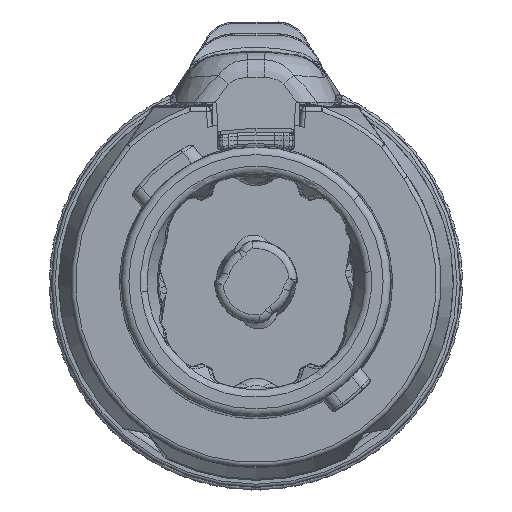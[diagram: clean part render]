
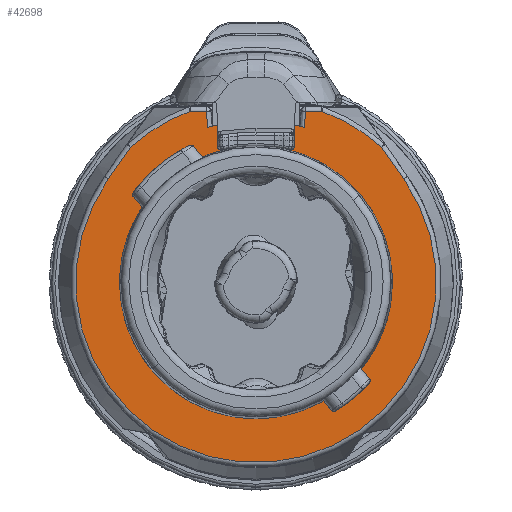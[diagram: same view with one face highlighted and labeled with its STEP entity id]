
A CAD part, top view. The second image highlights one B-rep face of the part: STEP entity #42698.
In plain terms, the highlighted planar face has unit normal (0, 0, 1).
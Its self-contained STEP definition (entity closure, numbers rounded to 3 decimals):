
#1=CARTESIAN_POINT('',(-3.133,10.048,43.3));
#2=CARTESIAN_POINT('',(-3.164,10.398,43.3));
#3=CARTESIAN_POINT('',(-3.194,10.749,43.3));
#4=CARTESIAN_POINT('',(-3.225,11.1,43.3));
#6=CARTESIAN_POINT('',(0.,0.,43.3));
#7=DIRECTION('',(0.,0.,1.));
#8=DIRECTION('',(-0.239,0.971,0.));
#9=AXIS2_PLACEMENT_3D('',#6,#7,#8);
#11=CARTESIAN_POINT('',(0.,0.,43.3));
#12=DIRECTION('',(0.,0.,1.));
#13=DIRECTION('',(0.298,0.955,0.));
#14=AXIS2_PLACEMENT_3D('',#11,#12,#13);
#16=CARTESIAN_POINT('',(3.225,11.1,43.3));
#17=CARTESIAN_POINT('',(3.194,10.749,43.3));
#18=CARTESIAN_POINT('',(3.164,10.398,43.3));
#19=CARTESIAN_POINT('',(3.133,10.048,43.3));
#21=DIRECTION('',(1.,0.,0.));
#22=VECTOR('',#21,1.046);
#23=CARTESIAN_POINT('',(3.225,11.1,43.3));
#24=LINE('',#23,#22);
#25=CARTESIAN_POINT('',(8.148,8.762,43.3));
#26=CARTESIAN_POINT('',(7.935,8.956,43.3));
#27=CARTESIAN_POINT('',(7.493,9.329,43.3));
#28=CARTESIAN_POINT('',(6.79,9.838,43.3));
#29=CARTESIAN_POINT('',(6.022,10.312,43.3));
#30=CARTESIAN_POINT('',(5.162,10.75,43.3));
#31=CARTESIAN_POINT('',(4.573,10.991,43.3));
#32=CARTESIAN_POINT('',(4.271,11.1,43.3));
#34=DIRECTION('',(-0.574,0.819,0.));
#35=VECTOR('',#34,2.504);
#36=CARTESIAN_POINT('',(9.584,6.711,43.3));
#37=LINE('',#36,#35);
#38=CARTESIAN_POINT('',(0.,0.,43.3));
#39=DIRECTION('',(0.,0.,1.));
#40=DIRECTION('',(-0.819,0.574,0.));
#41=AXIS2_PLACEMENT_3D('',#38,#39,#40);
#43=DIRECTION('',(-0.574,-0.819,0.));
#44=VECTOR('',#43,2.504);
#45=CARTESIAN_POINT('',(-8.148,8.762,43.3));
#46=LINE('',#45,#44);
#47=CARTESIAN_POINT('',(-4.271,11.1,43.3));
#48=CARTESIAN_POINT('',(-4.546,11.001,43.3));
#49=CARTESIAN_POINT('',(-5.086,10.782,43.3));
#50=CARTESIAN_POINT('',(-5.866,10.395,43.3));
#51=CARTESIAN_POINT('',(-6.634,9.942,43.3));
#52=CARTESIAN_POINT('',(-7.411,9.395,43.3));
#53=CARTESIAN_POINT('',(-7.905,8.982,43.3));
#54=CARTESIAN_POINT('',(-8.148,8.762,43.3));
#56=DIRECTION('',(1.,0.,0.));
#57=VECTOR('',#56,1.046);
#58=CARTESIAN_POINT('',(-4.271,11.1,43.3));
#59=LINE('',#58,#57);
#8254=DIRECTION('',(-0.017,1.,0.));
#8255=VECTOR('',#8254,1.37);
#8256=CARTESIAN_POINT('',(-2.494,8.849,43.3));
#8257=LINE('',#8256,#8255);
#8287=DIRECTION('',(0.017,1.,0.));
#8288=VECTOR('',#8287,1.37);
#8289=CARTESIAN_POINT('',(2.494,8.849,43.3));
#8290=LINE('',#8289,#8288);
#8320=CARTESIAN_POINT('',(2.494,8.849,43.3));
#8321=CARTESIAN_POINT('',(2.493,8.812,43.3));
#8322=CARTESIAN_POINT('',(2.48,8.748,43.3));
#8323=CARTESIAN_POINT('',(2.423,8.668,43.3));
#8324=CARTESIAN_POINT('',(2.344,8.627,43.3));
#8325=CARTESIAN_POINT('',(2.29,8.624,43.3));
#8326=CARTESIAN_POINT('',(2.261,8.629,43.3));
#8328=CARTESIAN_POINT('',(2.261,8.629,43.3));
#8329=CARTESIAN_POINT('',(2.075,8.662,43.3));
#8330=CARTESIAN_POINT('',(1.703,8.719,43.3));
#8331=CARTESIAN_POINT('',(1.331,8.759,43.3));
#8332=CARTESIAN_POINT('',(1.144,8.776,43.3));
#8340=CARTESIAN_POINT('',(-1.144,8.776,43.3));
#8341=CARTESIAN_POINT('',(-1.331,8.759,43.3));
#8342=CARTESIAN_POINT('',(-1.703,8.719,43.3));
#8343=CARTESIAN_POINT('',(-2.075,8.662,43.3));
#8344=CARTESIAN_POINT('',(-2.261,8.629,43.3));
#8352=CARTESIAN_POINT('',(0.,0.,43.3));
#8353=DIRECTION('',(0.,0.,-1.));
#8354=DIRECTION('',(0.129,0.992,0.));
#8355=AXIS2_PLACEMENT_3D('',#8352,#8353,#8354);
#8490=CARTESIAN_POINT('',(-2.261,8.629,43.3));
#8491=CARTESIAN_POINT('',(-2.29,8.624,43.3));
#8492=CARTESIAN_POINT('',(-2.344,8.627,43.3));
#8493=CARTESIAN_POINT('',(-2.423,8.668,43.3));
#8494=CARTESIAN_POINT('',(-2.48,8.748,43.3));
#8495=CARTESIAN_POINT('',(-2.493,8.812,43.3));
#8496=CARTESIAN_POINT('',(-2.494,8.849,43.3));
#37509=CARTESIAN_POINT('',(-4.271,11.1,43.3));
#37510=CARTESIAN_POINT('',(-3.225,11.1,43.3));
#37511=VERTEX_POINT('',#37509);
#37512=VERTEX_POINT('',#37510);
#37537=CARTESIAN_POINT('',(3.225,11.1,43.3));
#37538=CARTESIAN_POINT('',(4.271,11.1,43.3));
#37539=VERTEX_POINT('',#37537);
#37540=VERTEX_POINT('',#37538);
#37543=VERTEX_POINT('',#25);
#37550=CARTESIAN_POINT('',(9.584,6.711,43.3));
#37551=VERTEX_POINT('',#37550);
#37552=CARTESIAN_POINT('',(-8.148,8.762,43.3));
#37553=CARTESIAN_POINT('',(-9.584,6.711,43.3));
#37554=VERTEX_POINT('',#37552);
#37555=VERTEX_POINT('',#37553);
#42625=VERTEX_POINT('',#8328);
#42626=VERTEX_POINT('',#8332);
#42627=VERTEX_POINT('',#8340);
#42628=VERTEX_POINT('',#8344);
#42629=CARTESIAN_POINT('',(2.494,8.849,43.3));
#42630=CARTESIAN_POINT('',(2.518,10.219,43.3));
#42631=VERTEX_POINT('',#42629);
#42632=VERTEX_POINT('',#42630);
#42633=CARTESIAN_POINT('',(-2.494,8.849,43.3));
#42634=CARTESIAN_POINT('',(-2.518,10.219,43.3));
#42635=VERTEX_POINT('',#42633);
#42636=VERTEX_POINT('',#42634);
#42637=VERTEX_POINT('',#1);
#42642=VERTEX_POINT('',#19);
#42655=CARTESIAN_POINT('',(0.,0.,43.3));
#42656=DIRECTION('',(0.,0.,1.));
#42657=DIRECTION('',(1.,0.,0.));
#42658=AXIS2_PLACEMENT_3D('',#42655,#42656,#42657);
#42659=PLANE('',#42658);
#42661=ORIENTED_EDGE('',*,*,#42660,.F.);
#42663=ORIENTED_EDGE('',*,*,#42662,.F.);
#42665=ORIENTED_EDGE('',*,*,#42664,.F.);
#42667=ORIENTED_EDGE('',*,*,#42666,.F.);
#42669=ORIENTED_EDGE('',*,*,#42668,.F.);
#42671=ORIENTED_EDGE('',*,*,#42670,.F.);
#42673=ORIENTED_EDGE('',*,*,#42672,.F.);
#42675=ORIENTED_EDGE('',*,*,#42674,.F.);
#42677=ORIENTED_EDGE('',*,*,#42676,.T.);
#42679=ORIENTED_EDGE('',*,*,#42678,.F.);
#42681=ORIENTED_EDGE('',*,*,#42680,.F.);
#42683=ORIENTED_EDGE('',*,*,#42682,.T.);
#42685=ORIENTED_EDGE('',*,*,#42684,.F.);
#42687=ORIENTED_EDGE('',*,*,#42686,.F.);
#42689=ORIENTED_EDGE('',*,*,#42688,.F.);
#42691=ORIENTED_EDGE('',*,*,#42690,.F.);
#42693=ORIENTED_EDGE('',*,*,#42692,.F.);
#42695=ORIENTED_EDGE('',*,*,#42694,.T.);
#42696=EDGE_LOOP('',(#42661,#42663,#42665,#42667,#42669,#42671,#42673,#42675,
#42677,#42679,#42681,#42683,#42685,#42687,#42689,#42691,#42693,#42695));
#42697=FACE_OUTER_BOUND('',#42696,.F.);
#42698=ADVANCED_FACE('',(#42697),#42659,.T.);
#5=B_SPLINE_CURVE_WITH_KNOTS('',3,(#1,#2,#3,#4),.UNSPECIFIED.,.F.,.F.,(4,4),(
0.,1.),.UNSPECIFIED.);
#10=CIRCLE('',#9,10.525);
#15=CIRCLE('',#14,10.525);
#20=B_SPLINE_CURVE_WITH_KNOTS('',3,(#16,#17,#18,#19),.UNSPECIFIED.,.F.,.F.,(4,
4),(0.,1.),.UNSPECIFIED.);
#33=B_SPLINE_CURVE_WITH_KNOTS('',3,(#25,#26,#27,#28,#29,#30,#31,#32),
.UNSPECIFIED.,.F.,.F.,(4,1,1,1,1,4),(0.,0.2,0.4,0.6,0.8,1.),
.UNSPECIFIED.);
#42=CIRCLE('',#41,11.7);
#55=B_SPLINE_CURVE_WITH_KNOTS('',3,(#47,#48,#49,#50,#51,#52,#53,#54),
.UNSPECIFIED.,.F.,.F.,(4,1,1,1,1,4),(0.,0.2,0.4,0.6,0.8,1.),
.UNSPECIFIED.);
#8327=B_SPLINE_CURVE_WITH_KNOTS('',3,(#8320,#8321,#8322,#8323,#8324,#8325,
#8326),.UNSPECIFIED.,.F.,.F.,(4,1,1,1,4),(0.,0.25,0.5,0.75,1.),
.UNSPECIFIED.);
#8333=B_SPLINE_CURVE_WITH_KNOTS('',3,(#8328,#8329,#8330,#8331,#8332),
.UNSPECIFIED.,.F.,.F.,(4,1,4),(0.,0.5,1.),.UNSPECIFIED.);
#8345=B_SPLINE_CURVE_WITH_KNOTS('',3,(#8340,#8341,#8342,#8343,#8344),
.UNSPECIFIED.,.F.,.F.,(4,1,4),(0.,0.5,1.),.UNSPECIFIED.);
#8356=CIRCLE('',#8355,8.85);
#8497=B_SPLINE_CURVE_WITH_KNOTS('',3,(#8490,#8491,#8492,#8493,#8494,#8495,
#8496),.UNSPECIFIED.,.F.,.F.,(4,1,1,1,4),(0.,0.25,0.5,0.75,1.),
.UNSPECIFIED.);
#42660=EDGE_CURVE('',#42637,#37512,#5,.T.);
#42662=EDGE_CURVE('',#42636,#42637,#10,.T.);
#42664=EDGE_CURVE('',#42635,#42636,#8257,.T.);
#42666=EDGE_CURVE('',#42628,#42635,#8497,.T.);
#42668=EDGE_CURVE('',#42627,#42628,#8345,.T.);
#42670=EDGE_CURVE('',#42626,#42627,#8356,.T.);
#42672=EDGE_CURVE('',#42625,#42626,#8333,.T.);
#42674=EDGE_CURVE('',#42631,#42625,#8327,.T.);
#42676=EDGE_CURVE('',#42631,#42632,#8290,.T.);
#42678=EDGE_CURVE('',#42642,#42632,#15,.T.);
#42680=EDGE_CURVE('',#37539,#42642,#20,.T.);
#42682=EDGE_CURVE('',#37539,#37540,#24,.T.);
#42684=EDGE_CURVE('',#37543,#37540,#33,.T.);
#42686=EDGE_CURVE('',#37551,#37543,#37,.T.);
#42688=EDGE_CURVE('',#37555,#37551,#42,.T.);
#42690=EDGE_CURVE('',#37554,#37555,#46,.T.);
#42692=EDGE_CURVE('',#37511,#37554,#55,.T.);
#42694=EDGE_CURVE('',#37511,#37512,#59,.T.);
